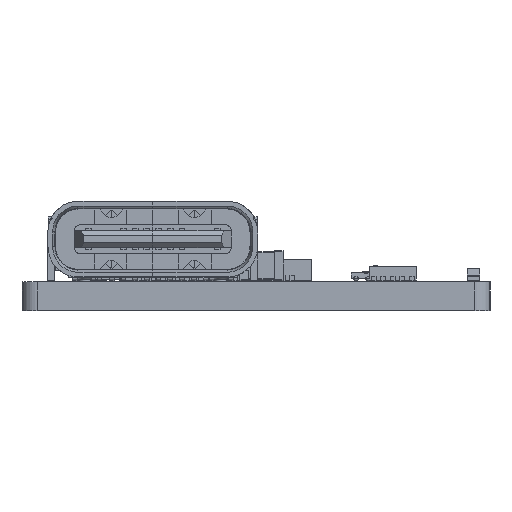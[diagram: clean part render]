
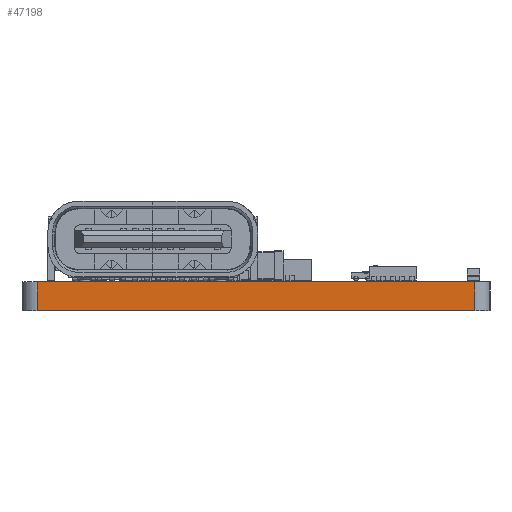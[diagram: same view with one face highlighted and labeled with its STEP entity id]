
A CAD part, left-side view. The second image highlights one B-rep face of the part: STEP entity #47198.
In plain terms, the highlighted planar face has unit normal (-1, 0, 0).
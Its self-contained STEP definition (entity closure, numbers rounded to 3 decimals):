
#45783 = VERTEX_POINT('',#45784);
#45784 = CARTESIAN_POINT('',(0.459,18.919,0.));
#45791 = EDGE_CURVE('',#45792,#45783,#45794,.T.);
#45792 = VERTEX_POINT('',#45793);
#45793 = CARTESIAN_POINT('',(0.459,0.631,0.));
#45794 = LINE('',#45795,#45796);
#45795 = CARTESIAN_POINT('',(0.459,0.631,0.));
#45796 = VECTOR('',#45797,1.);
#45797 = DIRECTION('',(0.,1.,0.));
#46477 = VERTEX_POINT('',#46478);
#46478 = CARTESIAN_POINT('',(0.459,18.919,1.21));
#46485 = EDGE_CURVE('',#46486,#46477,#46488,.T.);
#46486 = VERTEX_POINT('',#46487);
#46487 = CARTESIAN_POINT('',(0.459,0.631,1.21));
#46488 = LINE('',#46489,#46490);
#46489 = CARTESIAN_POINT('',(0.459,0.631,1.21));
#46490 = VECTOR('',#46491,1.);
#46491 = DIRECTION('',(0.,1.,0.));
#47168 = EDGE_CURVE('',#45783,#46477,#47169,.T.);
#47169 = LINE('',#47170,#47171);
#47170 = CARTESIAN_POINT('',(0.459,18.919,0.));
#47171 = VECTOR('',#47172,1.);
#47172 = DIRECTION('',(0.,0.,1.));
#47198 = ADVANCED_FACE('',(#47199),#47210,.T.);
#47199 = FACE_BOUND('',#47200,.T.);
#47200 = EDGE_LOOP('',(#47201,#47207,#47208,#47209));
#47201 = ORIENTED_EDGE('',*,*,#47202,.T.);
#47202 = EDGE_CURVE('',#45792,#46486,#47203,.T.);
#47203 = LINE('',#47204,#47205);
#47204 = CARTESIAN_POINT('',(0.459,0.631,0.));
#47205 = VECTOR('',#47206,1.);
#47206 = DIRECTION('',(0.,0.,1.));
#47207 = ORIENTED_EDGE('',*,*,#46485,.T.);
#47208 = ORIENTED_EDGE('',*,*,#47168,.F.);
#47209 = ORIENTED_EDGE('',*,*,#45791,.F.);
#47210 = PLANE('',#47211);
#47211 = AXIS2_PLACEMENT_3D('',#47212,#47213,#47214);
#47212 = CARTESIAN_POINT('',(0.459,0.631,0.));
#47213 = DIRECTION('',(-1.,0.,0.));
#47214 = DIRECTION('',(0.,1.,0.));
